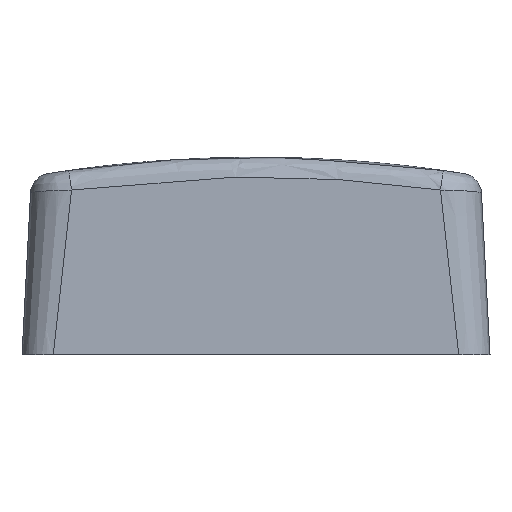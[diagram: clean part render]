
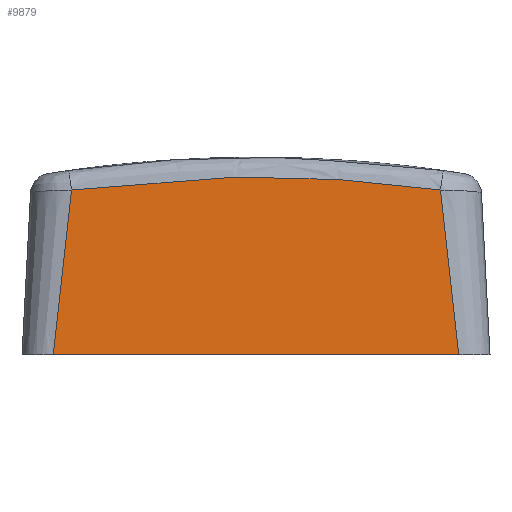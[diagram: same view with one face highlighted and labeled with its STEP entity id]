
A CAD part, front view. The second image highlights one B-rep face of the part: STEP entity #9879.
In plain terms, the highlighted planar face has unit normal (0, -0.999, 0.052).
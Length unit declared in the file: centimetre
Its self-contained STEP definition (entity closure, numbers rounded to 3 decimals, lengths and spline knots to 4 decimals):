
#34=ELLIPSE('',#10888,25.147,25.1125);
#931=FACE_OUTER_BOUND('',#1563,.T.);
#1563=EDGE_LOOP('',(#8222,#8223,#8224,#8225));
#2714=LINE('',#19041,#3401);
#2717=LINE('',#19088,#3404);
#2739=LINE('',#19352,#3426);
#3401=VECTOR('',#13559,1.0017);
#3404=VECTOR('',#13570,1.0017);
#3426=VECTOR('',#13652,1.);
#4186=VERTEX_POINT('',#19028);
#4188=VERTEX_POINT('',#19039);
#4189=VERTEX_POINT('',#19073);
#4191=VERTEX_POINT('',#19084);
#5503=EDGE_CURVE('',#4188,#4186,#2714,.T.);
#5510=EDGE_CURVE('',#4189,#4191,#2717,.T.);
#5512=EDGE_CURVE('',#4186,#4189,#34,.T.);
#5544=EDGE_CURVE('',#4191,#4188,#2739,.T.);
#8222=ORIENTED_EDGE('',*,*,#5503,.F.);
#8223=ORIENTED_EDGE('',*,*,#5544,.F.);
#8224=ORIENTED_EDGE('',*,*,#5510,.F.);
#8225=ORIENTED_EDGE('',*,*,#5512,.F.);
#8694=PLANE('',#10918);
#9879=ADVANCED_FACE('',(#931),#8694,.T.);
#10888=AXIS2_PLACEMENT_3D('',#19116,#13574,#13575);
#10918=AXIS2_PLACEMENT_3D('',#19355,#13656,#13657);
#13559=DIRECTION('',(0.11,0.052,0.993));
#13570=DIRECTION('',(0.11,-0.052,-0.993));
#13574=DIRECTION('center_axis',(0.,0.999,-0.052));
#13575=DIRECTION('ref_axis',(0.,0.052,0.999));
#13652=DIRECTION('',(-1.,0.,0.));
#13656=DIRECTION('center_axis',(0.,-0.999,0.052));
#13657=DIRECTION('ref_axis',(1.,0.,0.));
#19028=CARTESIAN_POINT('',(-3.5479,-16.0839,-0.031));
#19039=CARTESIAN_POINT('',(-3.899,-16.25,-3.2));
#19041=CARTESIAN_POINT('',(-3.4569,-16.0409,0.7904));
#19073=CARTESIAN_POINT('',(3.5479,-16.0839,-0.031));
#19084=CARTESIAN_POINT('',(3.899,-16.25,-3.2));
#19088=CARTESIAN_POINT('',(3.5246,-16.0729,0.1798));
#19116=CARTESIAN_POINT('Origin',(0.,-17.3868,-24.8916));
#19352=CARTESIAN_POINT('',(4.5,-16.25,-3.2));
#19355=CARTESIAN_POINT('Origin',(-4.5,-16.0825,-0.0044));
